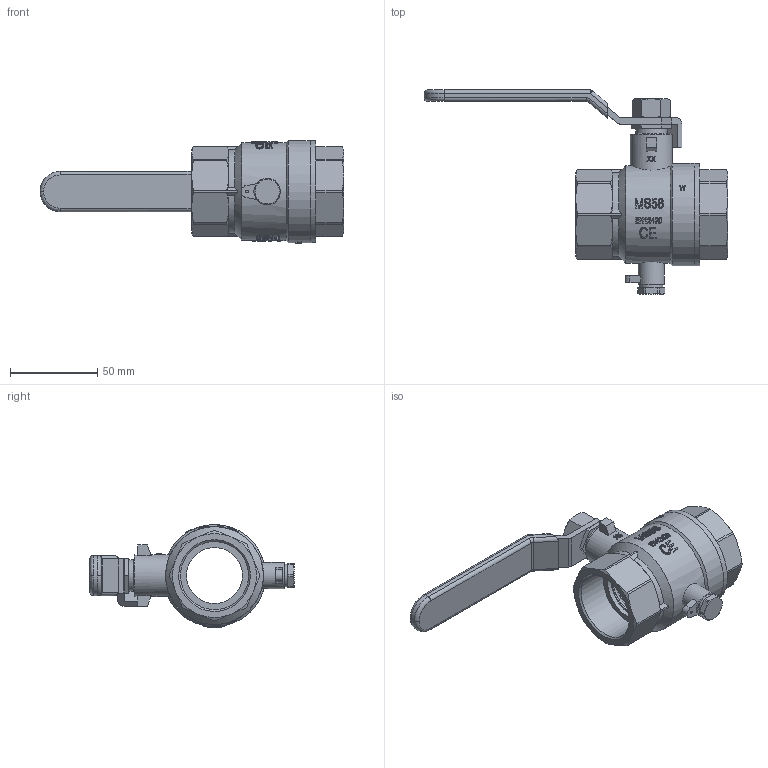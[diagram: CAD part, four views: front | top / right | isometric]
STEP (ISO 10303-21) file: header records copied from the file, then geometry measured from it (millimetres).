
FILE_DESCRIPTION(/* description */ ('Unknown'),/* implementation_level */ '2;1');
FILE_NAME(/* name */ '7126-07',/* time_stamp */ '2023-06-06T09:53:16+02:00',/* author */ ('Unknown'),/* organization */ ('Unknown'),/* preprocessor_version */ 'ST-DEVELOPER v18.102',/* originating_system */ 'Solid Edge',/* authorisation */ 'Unknown');
FILE_SCHEMA (('AUTOMOTIVE_DESIGN {1 0 10303 214 3 1 1}'));
Length unit declared in the file: millimetre
Products named in the file (16): 712-07; Stahlgriff; Stahl-Griff-u; Stahl-Griff; Kvrper-co; Kvrper; Einschraubteil; Kugel; Kugeldichtung.1; Dichtung; Schtaube; Spindel-co; Spindel; Stopfbuchse; Spindeldichtung; Mutter-st.g.
Assembly tree (16 placements, depth 3):
  712-07
    Stahlgriff
      Stahl-Griff-u
      Stahl-Griff
    Kvrper-co
      Kvrper
      Einschraubteil
      Kugel
      Kugeldichtung.1  x2
      Dichtung
      Schtaube
    Spindel-co
      Spindel
      Stopfbuchse
      Spindeldichtung
      Mutter-st.g.
Bounding box: 173.8 x 116.75 x 58.9 mm (x, y, z)
Volume: 121151.7 mm3; surface area: 84947.1 mm2
Topology: 13 solids, 13 shells, 1274 faces, 3516 edges, 2326 vertices
Faces by surface type: plane 1049, cylinder 137, cone 70, bspline 10, sphere 4, torus 4
Full cylindrical faces by diameter (mm): 1.5 x1, 5 x1, 5.9 x1, 8.92 x1, 10 x2, 10.2 x1, 10.7 x1, 13 x1, 14 x2, 14.1 x2, 14.5 x1, 15 x2, 16 x1, 18 x1, 18.3 x1, 18.38 x1, 20 x1, 22 x1, 24 x2, 32 x5, 36 x1, 38.952 x2, 43 x4, 50.5 x1, 52 x1, 52.5 x1, 56 x1, 58.4 x2
Entity records: 47428 total; most frequent: CARTESIAN_POINT 13517, DIRECTION 7670, ORIENTED_EDGE 6822, EDGE_CURVE 3411, AXIS2_PLACEMENT_3D 3142, VERTEX_POINT 2302, ELLIPSE 1448, FACE_BOUND 1429
